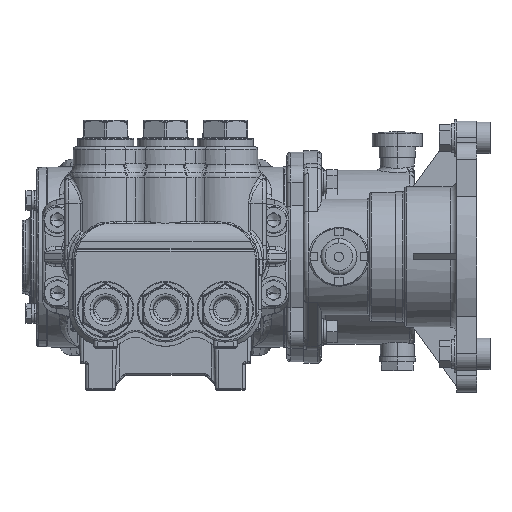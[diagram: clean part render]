
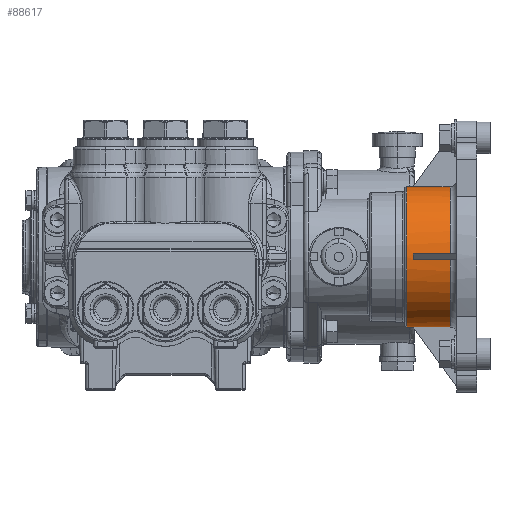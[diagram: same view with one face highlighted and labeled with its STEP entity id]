
A CAD part, top view. The second image highlights one B-rep face of the part: STEP entity #88617.
In plain terms, the highlighted cylindrical face has radius 42.164 mm (diameter 84.328 mm), a partial arc.
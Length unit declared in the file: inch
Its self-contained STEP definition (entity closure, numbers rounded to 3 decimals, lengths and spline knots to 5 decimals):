
#235 = CARTESIAN_POINT ( 'NONE',  ( 5.86398, 1.66, 2.53434 ) ) ;
#963 = CARTESIAN_POINT ( 'NONE',  ( 5.86398, 1.66, 2.511 ) ) ;
#1232 = DIRECTION ( 'NONE',  ( 1., 0., 0. ) ) ;
#1264 = DIRECTION ( 'NONE',  ( 1., 0., 0. ) ) ;
#2022 =( BOUNDED_CURVE ( )  B_SPLINE_CURVE ( 3, ( #46021, #235, #122068, #37336 ),
 .UNSPECIFIED., .F., .F. ) 
 B_SPLINE_CURVE_WITH_KNOTS ( ( 4, 4 ),
 ( 0., 0.04218 ),
 .UNSPECIFIED. ) 
 CURVE ( )  GEOMETRIC_REPRESENTATION_ITEM ( )  RATIONAL_B_SPLINE_CURVE ( ( 1., 1., 1., 1. ) ) 
 REPRESENTATION_ITEM ( '' )  );
#2349 = CARTESIAN_POINT ( 'NONE',  ( 5.86434, -0.02335, 4.17149 ) ) ;
#2677 = ORIENTED_EDGE ( 'NONE', *, *, #34588, .T. ) ;
#3559 = CARTESIAN_POINT ( 'NONE',  ( 5.86291, 0.07, 4.16952 ) ) ;
#3802 = CARTESIAN_POINT ( 'NONE',  ( 5.86398, -1.66, 2.511 ) ) ;
#5159 = VERTEX_POINT ( 'NONE', #79933 ) ;
#6054 = EDGE_LOOP ( 'NONE', ( #116577, #70293, #38430, #32886, #71283, #98573, #105903, #28675, #110247, #2677, #67122, #49890 ) ) ;
#6889 = VECTOR ( 'NONE', #1264, 39.37008 ) ;
#9716 = CIRCLE ( 'NONE', #15684, 1.66 ) ;
#10556 = CARTESIAN_POINT ( 'NONE',  ( 5.66028, 0.07, 4.16952 ) ) ;
#10816 = DIRECTION ( 'NONE',  ( 1., 0., 0. ) ) ;
#12135 = VECTOR ( 'NONE', #71772, 39.37008 ) ;
#13467 = CARTESIAN_POINT ( 'NONE',  ( 5.86434, 0.02335, 4.17149 ) ) ;
#14808 = EDGE_CURVE ( 'NONE', #5159, #40900, #9716, .T. ) ;
#15290 = CARTESIAN_POINT ( 'NONE',  ( 6.73828, 1.65852, 2.581 ) ) ;
#15684 = AXIS2_PLACEMENT_3D ( 'NONE', #121856, #66783, #113821 ) ;
#20062 = CYLINDRICAL_SURFACE ( 'NONE', #102536, 1.66 ) ;
#20706 = EDGE_CURVE ( 'NONE', #121301, #84170, #68049, .T. ) ;
#21326 = VERTEX_POINT ( 'NONE', #52820 ) ;
#23540 = CARTESIAN_POINT ( 'NONE',  ( 5.66028, 1.65852, 2.581 ) ) ;
#27789 = CARTESIAN_POINT ( 'NONE',  ( 5.86291, -0.07, 4.16952 ) ) ;
#28395 = CARTESIAN_POINT ( 'NONE',  ( 5.66028, -0.07, 4.16952 ) ) ;
#28675 = ORIENTED_EDGE ( 'NONE', *, *, #49735, .F. ) ;
#29151 = VECTOR ( 'NONE', #85698, 39.37008 ) ;
#30889 = DIRECTION ( 'NONE',  ( 0., 1., 0. ) ) ;
#31496 = CARTESIAN_POINT ( 'NONE',  ( 5.71028, 0., 2.511 ) ) ;
#31783 = VERTEX_POINT ( 'NONE', #52523 ) ;
#32832 = CARTESIAN_POINT ( 'NONE',  ( 5.86291, -1.65852, 2.581 ) ) ;
#32886 = ORIENTED_EDGE ( 'NONE', *, *, #101465, .F. ) ;
#33728 = VERTEX_POINT ( 'NONE', #78736 ) ;
#34588 = EDGE_CURVE ( 'NONE', #84170, #60010, #71591, .T. ) ;
#34666 = CARTESIAN_POINT ( 'NONE',  ( 5.86398, -1.66, 2.53434 ) ) ;
#37336 = CARTESIAN_POINT ( 'NONE',  ( 5.86291, 1.65852, 2.581 ) ) ;
#38430 = ORIENTED_EDGE ( 'NONE', *, *, #47580, .T. ) ;
#39855 = VERTEX_POINT ( 'NONE', #27789 ) ;
#39968 = EDGE_CURVE ( 'NONE', #39855, #40900, #75412, .T. ) ;
#40080 = CARTESIAN_POINT ( 'NONE',  ( 5.86291, -0.07, 4.16952 ) ) ;
#40900 = VERTEX_POINT ( 'NONE', #71931 ) ;
#41871 = VERTEX_POINT ( 'NONE', #963 ) ;
#42159 = DIRECTION ( 'NONE',  ( -1., 0., 0. ) ) ;
#42723 = LINE ( 'NONE', #23540, #12135 ) ;
#44523 = EDGE_CURVE ( 'NONE', #90947, #33728, #77736, .T. ) ;
#45855 = CARTESIAN_POINT ( 'NONE',  ( 5.71028, 1.66, 2.511 ) ) ;
#46021 = CARTESIAN_POINT ( 'NONE',  ( 5.86398, 1.66, 2.511 ) ) ;
#46486 = EDGE_CURVE ( 'NONE', #90947, #41871, #59057, .T. ) ;
#47580 = EDGE_CURVE ( 'NONE', #33728, #31783, #110493, .T. ) ;
#49735 = EDGE_CURVE ( 'NONE', #121301, #39855, #107201, .T. ) ;
#49890 = ORIENTED_EDGE ( 'NONE', *, *, #50331, .F. ) ;
#50331 = EDGE_CURVE ( 'NONE', #41871, #21326, #2022, .T. ) ;
#52523 = CARTESIAN_POINT ( 'NONE',  ( 5.86398, -1.66, 2.511 ) ) ;
#52704 = VECTOR ( 'NONE', #101225, 39.37008 ) ;
#52820 = CARTESIAN_POINT ( 'NONE',  ( 5.86291, 1.65852, 2.581 ) ) ;
#53723 = LINE ( 'NONE', #118730, #113630 ) ;
#57784 = CARTESIAN_POINT ( 'NONE',  ( 5.66028, 0., 2.511 ) ) ;
#59057 = LINE ( 'NONE', #87524, #29151 ) ;
#59998 = AXIS2_PLACEMENT_3D ( 'NONE', #31496, #1232, #30889 ) ;
#60010 = VERTEX_POINT ( 'NONE', #15290 ) ;
#61295 = DIRECTION ( 'NONE',  ( 0., 1., 0. ) ) ;
#63230 = EDGE_CURVE ( 'NONE', #112767, #5159, #53723, .T. ) ;
#66783 = DIRECTION ( 'NONE',  ( -1., 0., 0. ) ) ;
#67122 = ORIENTED_EDGE ( 'NONE', *, *, #75654, .F. ) ;
#68049 = LINE ( 'NONE', #10556, #6889 ) ;
#70293 = ORIENTED_EDGE ( 'NONE', *, *, #44523, .T. ) ;
#71283 = ORIENTED_EDGE ( 'NONE', *, *, #63230, .T. ) ;
#71591 = CIRCLE ( 'NONE', #107118, 1.66 ) ;
#71772 = DIRECTION ( 'NONE',  ( 1., 0., 0. ) ) ;
#71801 = CARTESIAN_POINT ( 'NONE',  ( 5.86363, -1.65951, 2.55768 ) ) ;
#71931 = CARTESIAN_POINT ( 'NONE',  ( 6.73828, -0.07, 4.16952 ) ) ;
#75412 = LINE ( 'NONE', #28395, #80606 ) ;
#75654 = EDGE_CURVE ( 'NONE', #21326, #60010, #42723, .T. ) ;
#77736 = CIRCLE ( 'NONE', #59998, 1.66 ) ;
#78736 = CARTESIAN_POINT ( 'NONE',  ( 5.71028, -1.66, 2.511 ) ) ;
#79933 = CARTESIAN_POINT ( 'NONE',  ( 6.73828, -1.65852, 2.581 ) ) ;
#80606 = VECTOR ( 'NONE', #82835, 39.37008 ) ;
#82835 = DIRECTION ( 'NONE',  ( 1., 0., 0. ) ) ;
#83823 = CARTESIAN_POINT ( 'NONE',  ( 5.66028, -1.66, 2.511 ) ) ;
#84170 = VERTEX_POINT ( 'NONE', #91491 ) ;
#85698 = DIRECTION ( 'NONE',  ( 1., 0., 0. ) ) ;
#87524 = CARTESIAN_POINT ( 'NONE',  ( 5.66028, 1.66, 2.511 ) ) ;
#88617 = ADVANCED_FACE ( 'NONE', ( #114106 ), #20062, .T. ) ;
#90947 = VERTEX_POINT ( 'NONE', #45855 ) ;
#91491 = CARTESIAN_POINT ( 'NONE',  ( 6.73828, 0.07, 4.16952 ) ) ;
#94697 =( BOUNDED_CURVE ( )  B_SPLINE_CURVE ( 3, ( #32832, #71801, #34666, #3802 ),
 .UNSPECIFIED., .F., .T. ) 
 B_SPLINE_CURVE_WITH_KNOTS ( ( 4, 4 ),
 ( 6.241, 6.28319 ),
 .UNSPECIFIED. ) 
 CURVE ( )  GEOMETRIC_REPRESENTATION_ITEM ( )  RATIONAL_B_SPLINE_CURVE ( ( 1., 1., 1., 1. ) ) 
 REPRESENTATION_ITEM ( '' )  );
#98573 = ORIENTED_EDGE ( 'NONE', *, *, #14808, .T. ) ;
#101225 = DIRECTION ( 'NONE',  ( 1., 0., 0. ) ) ;
#101465 = EDGE_CURVE ( 'NONE', #112767, #31783, #94697, .T. ) ;
#102536 = AXIS2_PLACEMENT_3D ( 'NONE', #57784, #10816, #105469 ) ;
#105469 = DIRECTION ( 'NONE',  ( 0., -1., 0. ) ) ;
#105903 = ORIENTED_EDGE ( 'NONE', *, *, #39968, .F. ) ;
#105934 = CARTESIAN_POINT ( 'NONE',  ( 6.73828, 0., 2.511 ) ) ;
#107118 = AXIS2_PLACEMENT_3D ( 'NONE', #105934, #42159, #61295 ) ;
#107201 =( BOUNDED_CURVE ( )  B_SPLINE_CURVE ( 3, ( #3559, #13467, #2349, #40080 ),
 .UNSPECIFIED., .F., .F. ) 
 B_SPLINE_CURVE_WITH_KNOTS ( ( 4, 4 ),
 ( 6.241, 6.32537 ),
 .UNSPECIFIED. ) 
 CURVE ( )  GEOMETRIC_REPRESENTATION_ITEM ( )  RATIONAL_B_SPLINE_CURVE ( ( 1., 0.999, 0.999, 1. ) ) 
 REPRESENTATION_ITEM ( '' )  );
#107520 = CARTESIAN_POINT ( 'NONE',  ( 5.86291, -1.65852, 2.581 ) ) ;
#108162 = CARTESIAN_POINT ( 'NONE',  ( 5.86291, 0.07, 4.16952 ) ) ;
#110073 = DIRECTION ( 'NONE',  ( 1., 0., 0. ) ) ;
#110247 = ORIENTED_EDGE ( 'NONE', *, *, #20706, .T. ) ;
#110493 = LINE ( 'NONE', #83823, #52704 ) ;
#112767 = VERTEX_POINT ( 'NONE', #107520 ) ;
#113630 = VECTOR ( 'NONE', #110073, 39.37008 ) ;
#113821 = DIRECTION ( 'NONE',  ( 0., 1., 0. ) ) ;
#114106 = FACE_OUTER_BOUND ( 'NONE', #6054, .T. ) ;
#116577 = ORIENTED_EDGE ( 'NONE', *, *, #46486, .F. ) ;
#118730 = CARTESIAN_POINT ( 'NONE',  ( 5.66028, -1.65852, 2.581 ) ) ;
#121301 = VERTEX_POINT ( 'NONE', #108162 ) ;
#121856 = CARTESIAN_POINT ( 'NONE',  ( 6.73828, 0., 2.511 ) ) ;
#122068 = CARTESIAN_POINT ( 'NONE',  ( 5.86363, 1.65951, 2.55768 ) ) ;
